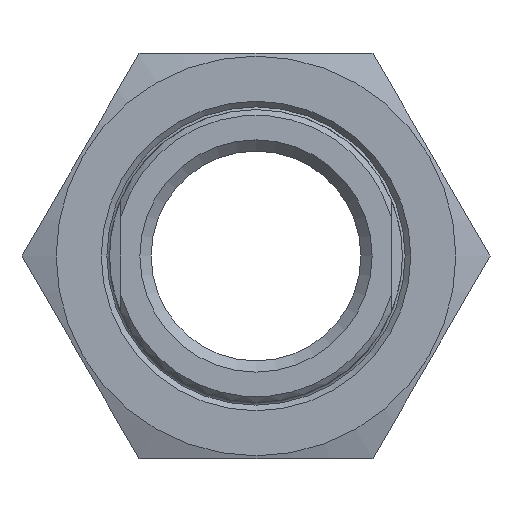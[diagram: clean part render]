
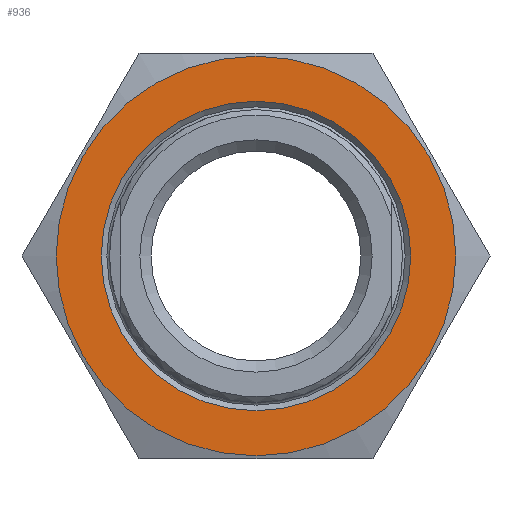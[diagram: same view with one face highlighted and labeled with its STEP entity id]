
A CAD part, left-side view. The second image highlights one B-rep face of the part: STEP entity #936.
In plain terms, the highlighted planar face has unit normal (-1, 0, 0).
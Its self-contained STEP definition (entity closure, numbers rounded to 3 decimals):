
#47=FACE_BOUND('',#165,.T.);
#71=PLANE('',#1078);
#103=FACE_OUTER_BOUND('',#164,.T.);
#164=EDGE_LOOP('',(#683));
#165=EDGE_LOOP('',(#684));
#336=CIRCLE('',#1061,17.75);
#341=CIRCLE('',#1073,13.75);
#416=VERTEX_POINT('',#1569);
#422=VERTEX_POINT('',#1600);
#507=EDGE_CURVE('',#416,#416,#336,.T.);
#520=EDGE_CURVE('',#422,#422,#341,.T.);
#683=ORIENTED_EDGE('',*,*,#507,.T.);
#684=ORIENTED_EDGE('',*,*,#520,.F.);
#936=ADVANCED_FACE('',(#103,#47),#71,.F.);
#1061=AXIS2_PLACEMENT_3D('',#1571,#1208,#1209);
#1073=AXIS2_PLACEMENT_3D('',#1601,#1238,#1239);
#1078=AXIS2_PLACEMENT_3D('',#1611,#1250,#1251);
#1208=DIRECTION('center_axis',(-1.,0.,0.));
#1209=DIRECTION('ref_axis',(0.,1.,0.));
#1238=DIRECTION('center_axis',(-1.,0.,0.));
#1239=DIRECTION('ref_axis',(0.,-1.,0.));
#1250=DIRECTION('center_axis',(1.,0.,0.));
#1251=DIRECTION('ref_axis',(0.,0.,-1.));
#1569=CARTESIAN_POINT('',(-7.75,-17.75,0.));
#1571=CARTESIAN_POINT('Origin',(-7.75,0.,0.));
#1600=CARTESIAN_POINT('',(-7.75,13.75,0.));
#1601=CARTESIAN_POINT('Origin',(-7.75,0.,0.));
#1611=CARTESIAN_POINT('Origin',(-7.75,0.,0.));
